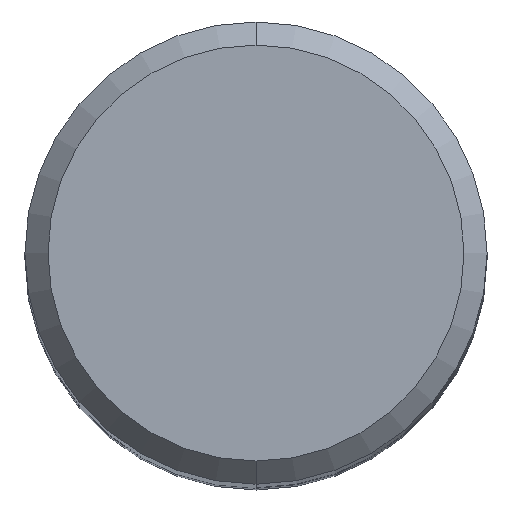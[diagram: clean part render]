
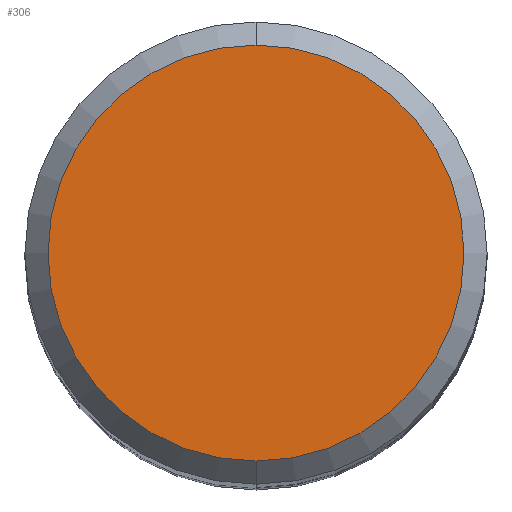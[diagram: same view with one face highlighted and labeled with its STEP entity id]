
A CAD part, top view. The second image highlights one B-rep face of the part: STEP entity #306.
In plain terms, the highlighted planar face has unit normal (0, 0, 1).
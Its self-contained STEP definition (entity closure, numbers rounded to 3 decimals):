
#186=EDGE_CURVE('',#408,#244,#481,.T.);
#218=EDGE_CURVE('',#244,#408,#517,.T.);
#244=VERTEX_POINT('',#545);
#306=ADVANCED_FACE('',(#614),#615,.T.);
#408=VERTEX_POINT('',#727);
#481=CIRCLE('',#816,5.4);
#517=CIRCLE('',#890,5.4);
#545=CARTESIAN_POINT('',(0.0,5.4,0.0));
#614=FACE_OUTER_BOUND('',#1140,.T.);
#615=PLANE('',#1141);
#727=CARTESIAN_POINT('',(0.,-5.4,0.0));
#816=AXIS2_PLACEMENT_3D('',#1463,#1464,#1465);
#890=AXIS2_PLACEMENT_3D('',#1508,#1509,#1510);
#1140=EDGE_LOOP('',(#1624,#1625));
#1141=AXIS2_PLACEMENT_3D('',#1626,#1627,#1628);
#1463=CARTESIAN_POINT('',(0.0,0.0,0.0));
#1464=DIRECTION('',(0.0,0.0,-1.0));
#1465=DIRECTION('',(0.0,1.0,0.0));
#1508=CARTESIAN_POINT('',(0.0,0.0,0.0));
#1509=DIRECTION('',(0.0,0.0,-1.0));
#1510=DIRECTION('',(0.0,1.0,0.0));
#1624=ORIENTED_EDGE('',*,*,#218,.F.);
#1625=ORIENTED_EDGE('',*,*,#186,.F.);
#1626=CARTESIAN_POINT('',(0.0,2.7,0.0));
#1627=DIRECTION('',(-0.0,0.0,1.0));
#1628=DIRECTION('',(0.0,-1.0,0.0));
